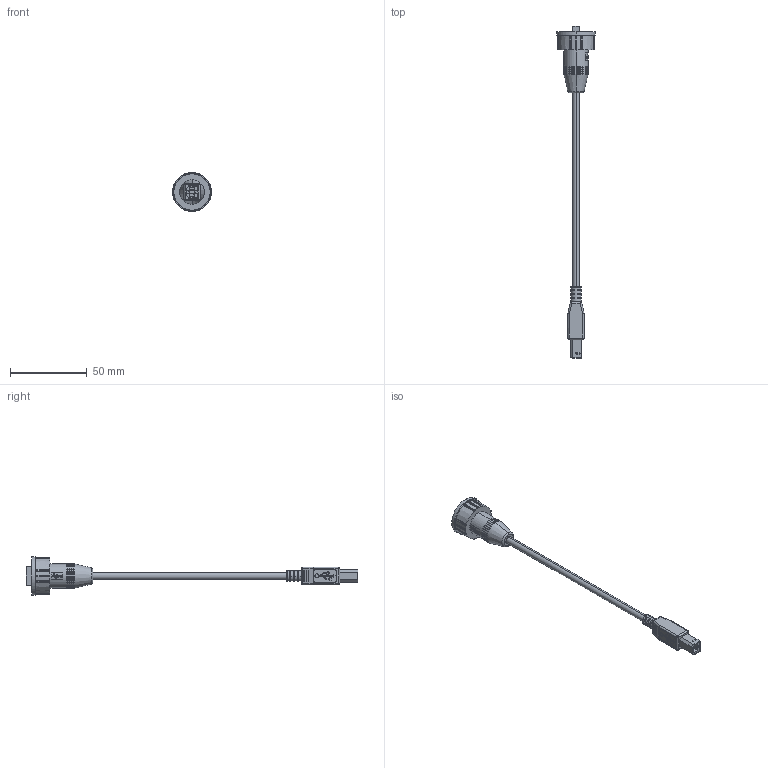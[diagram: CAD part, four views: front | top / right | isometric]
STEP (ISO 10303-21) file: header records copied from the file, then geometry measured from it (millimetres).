
FILE_DESCRIPTION (( 'STEP AP214' ), '1' );
FILE_NAME ('WPUSBABSH.STEP', '2010-03-24T13:12:30', ( 'Windows XP Mode' ), ( '' ), 'SwSTEP 2.0', 'SolidWorks 2008', '' );
FILE_SCHEMA (( 'AUTOMOTIVE_DESIGN' ));
Length unit declared in the file: inch
Products named in the file (6): WPUSBA-2M-MA2; MTN-063; 3AB06-045; WPUSBA-2M-MA1; 3AB06-045-MA1; WPUSBABSH
Assembly tree (5 placements, depth 3):
  WPUSBABSH
    3AB06-045
      MTN-063
      3AB06-045-MA1
    WPUSBA-2M-MA1
    WPUSBA-2M-MA2
Bounding box: 25.4 x 216.84 x 25.4 mm (x, y, z)
Volume: 5582.6 mm3; surface area: 9581.8 mm2
Topology: 3 solids, 5 shells, 844 faces, 2174 edges, 1380 vertices
Faces by surface type: plane 372, cylinder 185, bspline 155, torus 63, cone 59, sphere 10
Entity records: 33364 total; most frequent: CARTESIAN_POINT 11269, ORIENTED_EDGE 4324, DIRECTION 3679, EDGE_CURVE 2164, VERTEX_POINT 1380, AXIS2_PLACEMENT_3D 1286, VECTOR 1107, LINE 1107
